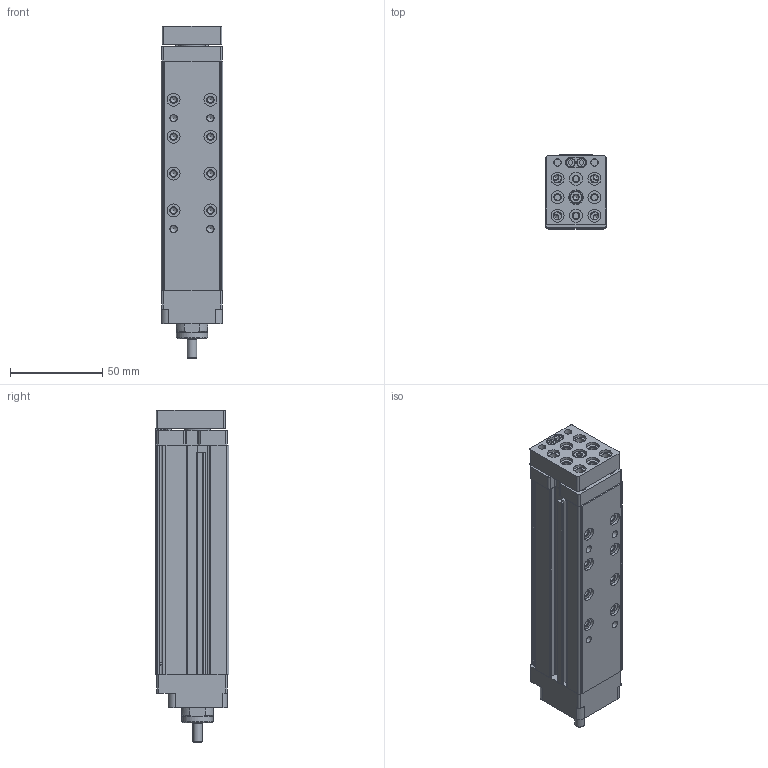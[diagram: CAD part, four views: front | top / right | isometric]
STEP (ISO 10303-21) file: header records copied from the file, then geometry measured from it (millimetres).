
FILE_DESCRIPTION(/* description */ ('STEP AP214'),/* implementation_level */ '2;1');
FILE_NAME(/* name */ '562160_EGSL-BS-35-50-8P',/* time_stamp */ '2024-08-21T11:10:23+02:00',/* author */ ('License CC BY-ND 4.0'),/* organization */ ('CADENAS'),/* preprocessor_version */ 'ST-DEVELOPER v19.3',/* originating_system */ 'PARTsolutions',/* authorisation */ ' ');
FILE_SCHEMA (('AUTOMOTIVE_DESIGN {1 0 10303 214 3 1 1}'));
Length unit declared in the file: millimetre
Products named in the file (3): 562160 EGSL-BS-35-50-8P---(0); 562160 EGSL-BS-35-50-8P---(ZYL_0); 562160 EGSL-BS-35-50-8P---(P1_0)
Assembly tree (2 placements, depth 2):
  562160 EGSL-BS-35-50-8P---(0)
    562160 EGSL-BS-35-50-8P---(ZYL_0)
    562160 EGSL-BS-35-50-8P---(P1_0)
Bounding box: 33.5 x 40 x 180 mm (x, y, z)
Volume: 178489.3 mm3; surface area: 65846.3 mm2
Topology: 2 solids, 2 shells, 686 faces, 1670 edges, 1060 vertices
Faces by surface type: plane 365, cylinder 219, cone 94, torus 8
Full cylindrical faces by diameter (mm): 1.567 x1, 2 x2, 3.242 x25, 3.8 x6, 4 x6, 4.5 x4, 5 x7, 5.7 x1, 6 x1, 7 x30, 7.5 x8, 8 x9, 12 x1, 14 x2, 15 x1, 17 x1, 18.8 x2, 19 x1
Entity records: 19251 total; most frequent: DIRECTION 3390, CARTESIAN_POINT 3377, ORIENTED_EDGE 2940, EDGE_CURVE 1470, AXIS2_PLACEMENT_3D 1273, VERTEX_POINT 1056, FACE_BOUND 992, EDGE_LOOP 971
